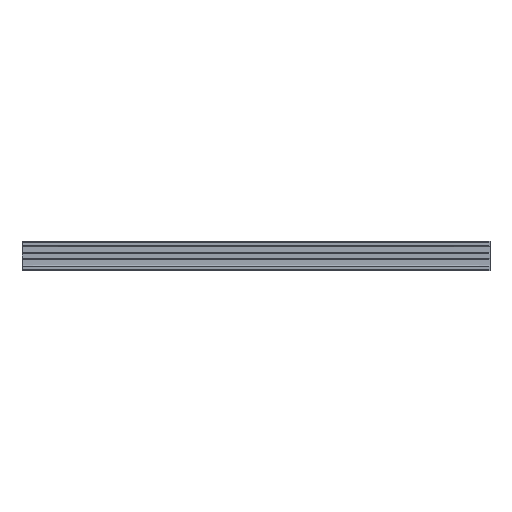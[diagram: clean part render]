
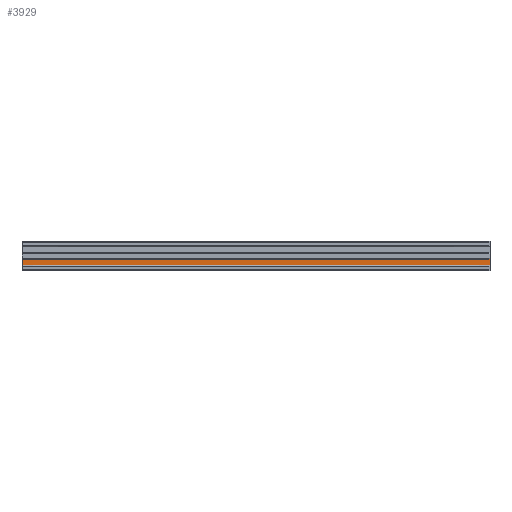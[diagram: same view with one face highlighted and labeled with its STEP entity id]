
A CAD part, top view. The second image highlights one B-rep face of the part: STEP entity #3929.
In plain terms, the highlighted planar face has unit normal (0, 0, 1).
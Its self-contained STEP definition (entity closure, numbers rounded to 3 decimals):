
#3916=AXIS2_PLACEMENT_3D('Plane Axis2P3D',#3913,#3914,#3915) ;
#75=CARTESIAN_POINT('Vertex',(2000.,50.517,4.15)) ;
#79=CARTESIAN_POINT('Control Point',(2000.,24.8,4.15)) ;
#80=CARTESIAN_POINT('Control Point',(2000.,29.943,4.15)) ;
#81=CARTESIAN_POINT('Control Point',(2000.,35.087,4.15)) ;
#82=CARTESIAN_POINT('Control Point',(2000.,40.23,4.15)) ;
#83=CARTESIAN_POINT('Control Point',(2000.,45.373,4.15)) ;
#84=CARTESIAN_POINT('Control Point',(2000.,50.517,4.15)) ;
#85=CARTESIAN_POINT('Vertex',(2000.,24.8,4.15)) ;
#2915=CARTESIAN_POINT('Vertex',(0.,24.8,4.15)) ;
#2919=CARTESIAN_POINT('Control Point',(0.,24.8,4.15)) ;
#2920=CARTESIAN_POINT('Control Point',(0.,29.943,4.15)) ;
#2921=CARTESIAN_POINT('Control Point',(0.,35.087,4.15)) ;
#2922=CARTESIAN_POINT('Control Point',(0.,40.23,4.15)) ;
#2923=CARTESIAN_POINT('Control Point',(0.,45.373,4.15)) ;
#2924=CARTESIAN_POINT('Control Point',(0.,50.517,4.15)) ;
#2925=CARTESIAN_POINT('Vertex',(0.,50.517,4.15)) ;
#3900=CARTESIAN_POINT('Line Origine',(1000.,50.517,4.15)) ;
#3913=CARTESIAN_POINT('Axis2P3D Location',(1950.,76.483,4.15)) ;
#3918=CARTESIAN_POINT('Line Origine',(1000.,24.8,4.15)) ;
#3901=DIRECTION('Vector Direction',(-1.,0.,0.)) ;
#3914=DIRECTION('Axis2P3D Direction',(0.,0.,1.)) ;
#3915=DIRECTION('Axis2P3D XDirection',(0.,1.,0.)) ;
#3919=DIRECTION('Vector Direction',(-1.,0.,0.)) ;
#3902=VECTOR('Line Direction',#3901,1.) ;
#3920=VECTOR('Line Direction',#3919,1.) ;
#3924=ORIENTED_EDGE('',*,*,#2927,.T.) ;
#3925=ORIENTED_EDGE('',*,*,#3922,.F.) ;
#3926=ORIENTED_EDGE('',*,*,#87,.F.) ;
#3927=ORIENTED_EDGE('',*,*,#3904,.T.) ;
#3929=ADVANCED_FACE('PROFIL',(#3928),#3917,.T.) ;
#78=B_SPLINE_CURVE_WITH_KNOTS('',5,(#79,#80,#81,#82,#83,#84),.UNSPECIFIED.,.F.,.U.,(6,6),(0.,25.717),.UNSPECIFIED.) ;
#2918=B_SPLINE_CURVE_WITH_KNOTS('',5,(#2919,#2920,#2921,#2922,#2923,#2924),.UNSPECIFIED.,.F.,.U.,(6,6),(0.,25.717),.UNSPECIFIED.) ;
#87=EDGE_CURVE('',#76,#86,#78,.F.) ;
#2927=EDGE_CURVE('',#2926,#2916,#2918,.F.) ;
#3904=EDGE_CURVE('',#76,#2926,#3903,.T.) ;
#3922=EDGE_CURVE('',#86,#2916,#3921,.T.) ;
#3923=EDGE_LOOP('',(#3924,#3925,#3926,#3927)) ;
#3928=FACE_OUTER_BOUND('',#3923,.T.) ;
#3903=LINE('Line',#3900,#3902) ;
#3921=LINE('Line',#3918,#3920) ;
#3917=PLANE('',#3916) ;
#76=VERTEX_POINT('',#75) ;
#86=VERTEX_POINT('',#85) ;
#2916=VERTEX_POINT('',#2915) ;
#2926=VERTEX_POINT('',#2925) ;
